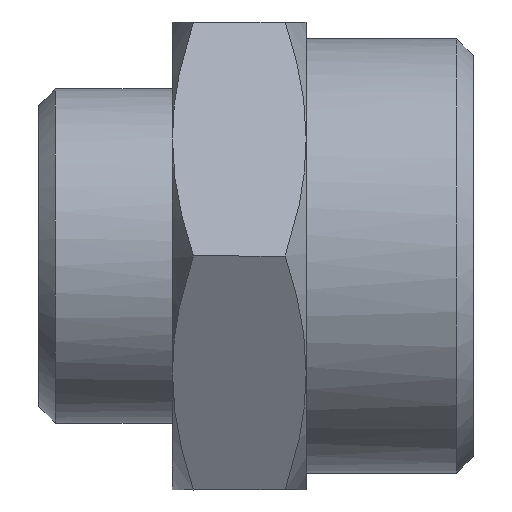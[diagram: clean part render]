
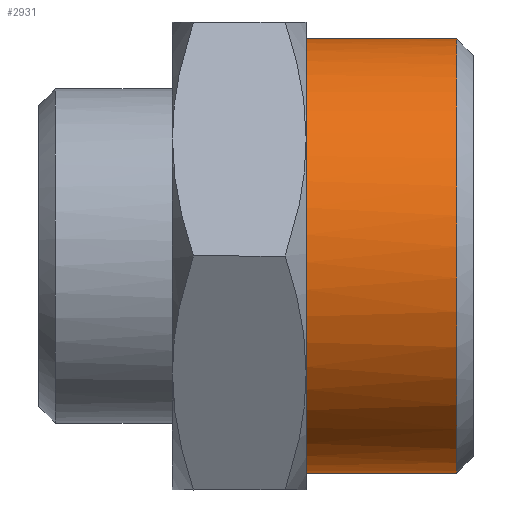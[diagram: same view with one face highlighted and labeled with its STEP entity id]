
A CAD part, left-side view. The second image highlights one B-rep face of the part: STEP entity #2931.
In plain terms, the highlighted free-form (B-spline) face has degree [1, 3] with [2, 4] control points.
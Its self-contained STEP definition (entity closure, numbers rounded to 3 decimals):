
#151 = CARTESIAN_POINT ( 'NONE',  ( -13., 5., 6.5 ) ) ;
#197 = VERTEX_POINT ( 'NONE', #693 ) ;
#279 = EDGE_CURVE ( 'NONE', #2246, #197, #2712, .T. ) ;
#309 = EDGE_CURVE ( 'NONE', #197, #1820, #2637, .T. ) ;
#466 = CARTESIAN_POINT ( 'NONE',  ( 0., 5., -6.5 ) ) ;
#488 = CARTESIAN_POINT ( 'NONE',  ( -1.699, 5., 6.332 ) ) ;
#518 = B_SPLINE_CURVE_WITH_KNOTS ( 'NONE', 1,
 ( #555, #1740 ),
 .UNSPECIFIED., .F., .F.,
 ( 2, 2 ),
 ( -1., 0. ),
 .UNSPECIFIED. ) ;
#555 = CARTESIAN_POINT ( 'NONE',  ( 0., 5., -6.5 ) ) ;
#567 = CARTESIAN_POINT ( 'NONE',  ( 0., 5., 6.5 ) ) ;
#602 = ORIENTED_EDGE ( 'NONE', *, *, #279, .T. ) ;
#693 = CARTESIAN_POINT ( 'NONE',  ( 0., 0.5, 6.5 ) ) ;
#714 = CARTESIAN_POINT ( 'NONE',  ( -5.679, 5., -3.276 ) ) ;
#737 = CARTESIAN_POINT ( 'NONE',  ( -1.699, 5., -6.332 ) ) ;
#830 = CARTESIAN_POINT ( 'NONE',  ( 0., 0.5, 6.5 ) ) ;
#954 = CARTESIAN_POINT ( 'NONE',  ( 0., 5., 6.5 ) ) ;
#991 = CARTESIAN_POINT ( 'NONE',  ( 0., 5., -6.5 ) ) ;
#997 = CARTESIAN_POINT ( 'NONE',  ( -13., 0.5, 6.5 ) ) ;
#1028 = CARTESIAN_POINT ( 'NONE',  ( -3.993, 5., -5.2 ) ) ;
#1179 = EDGE_LOOP ( 'NONE', ( #3305, #1673, #602, #1269 ) ) ;
#1265 = CARTESIAN_POINT ( 'NONE',  ( -3.276, 5., -5.679 ) ) ;
#1269 = ORIENTED_EDGE ( 'NONE', *, *, #309, .T. ) ;
#1279 = CARTESIAN_POINT ( 'NONE',  ( -6.5, 5., 0.854 ) ) ;
#1312 = EDGE_CURVE ( 'NONE', #1449, #2246, #518, .T. ) ;
#1317 = CARTESIAN_POINT ( 'NONE',  ( -0.854, 5., 6.5 ) ) ;
#1449 = VERTEX_POINT ( 'NONE', #1805 ) ;
#1555 = CARTESIAN_POINT ( 'NONE',  ( -6.332, 5., -1.699 ) ) ;
#1563 = CARTESIAN_POINT ( 'NONE',  ( 0., 0.5, -6.5 ) ) ;
#1581 = CARTESIAN_POINT ( 'NONE',  ( -5.679, 5., 3.276 ) ) ;
#1605 = CARTESIAN_POINT ( 'NONE',  ( -13., 0.5, 6.5 ) ) ;
#1624 = CARTESIAN_POINT ( 'NONE',  ( -13., 0.5, -6.5 ) ) ;
#1673 = ORIENTED_EDGE ( 'NONE', *, *, #1312, .T. ) ;
#1740 = CARTESIAN_POINT ( 'NONE',  ( 0., 0.5, -6.5 ) ) ;
#1778 = CARTESIAN_POINT ( 'NONE',  ( 0., 5., 6.5 ) ) ;
#1805 = CARTESIAN_POINT ( 'NONE',  ( 0., 5., -6.5 ) ) ;
#1820 = VERTEX_POINT ( 'NONE', #1778 ) ;
#1847 = CARTESIAN_POINT ( 'NONE',  ( -13., 0.5, -6.5 ) ) ;
#1868 = CARTESIAN_POINT ( 'NONE',  ( 0., 0.5, -6.5 ) ) ;
#2084 = FACE_OUTER_BOUND ( 'NONE', #1179, .T. ) ;
#2102 = CARTESIAN_POINT ( 'NONE',  ( -13., 5., -6.5 ) ) ;
#2135 = CARTESIAN_POINT ( 'NONE',  ( -5.2, 5., 3.993 ) ) ;
#2137 =( BOUNDED_SURFACE ( )  B_SPLINE_SURFACE ( 1, 3, ( 
 ( #954, #151, #2102, #466 ),
 ( #3239, #997, #1847, #1563 ) ),
 .UNSPECIFIED., .F., .F., .F. ) 
 B_SPLINE_SURFACE_WITH_KNOTS ( ( 2, 2 ),
 ( 4, 4 ),
 ( 0., 1. ),
 ( 0., 1. ),
 .UNSPECIFIED. ) 
 GEOMETRIC_REPRESENTATION_ITEM ( )  RATIONAL_B_SPLINE_SURFACE ( (
 ( 1., 0.333, 0.333, 1.),
 ( 1., 0.333, 0.333, 1.) ) ) 
 REPRESENTATION_ITEM ( '' )  SURFACE ( )  );
#2175 = CARTESIAN_POINT ( 'NONE',  ( 0., 0.5, 6.5 ) ) ;
#2201 = EDGE_CURVE ( 'NONE', #1449, #1820, #3091, .T. ) ;
#2246 = VERTEX_POINT ( 'NONE', #3074 ) ;
#2386 = CARTESIAN_POINT ( 'NONE',  ( -5.2, 5., -3.993 ) ) ;
#2405 = CARTESIAN_POINT ( 'NONE',  ( -6.5, 5., -0.854 ) ) ;
#2637 = B_SPLINE_CURVE_WITH_KNOTS ( 'NONE', 1,
 ( #830, #567 ),
 .UNSPECIFIED., .F., .F.,
 ( 2, 2 ),
 ( -1., 0. ),
 .UNSPECIFIED. ) ;
#2658 = CARTESIAN_POINT ( 'NONE',  ( 0., 5., 6.5 ) ) ;
#2684 = CARTESIAN_POINT ( 'NONE',  ( -3.993, 5., 5.2 ) ) ;
#2703 = CARTESIAN_POINT ( 'NONE',  ( -0.854, 5., -6.5 ) ) ;
#2712 =( BOUNDED_CURVE ( )  B_SPLINE_CURVE ( 3, ( #1868, #1624, #1605, #2175 ),
 .UNSPECIFIED., .F., .F. ) 
 B_SPLINE_CURVE_WITH_KNOTS ( ( 4, 4 ),
 ( -3.142, 0. ),
 .UNSPECIFIED. ) 
 CURVE ( )  GEOMETRIC_REPRESENTATION_ITEM ( )  RATIONAL_B_SPLINE_CURVE ( ( 1., 0.333, 0.333, 1. ) ) 
 REPRESENTATION_ITEM ( '' )  );
#2931 = ADVANCED_FACE ( 'NONE', ( #2084 ), #2137, .F. ) ;
#3074 = CARTESIAN_POINT ( 'NONE',  ( 0., 0.5, -6.5 ) ) ;
#3091 = B_SPLINE_CURVE_WITH_KNOTS ( 'NONE', 3,
 ( #991, #2703, #737, #1265, #1028, #2386, #714, #1555, #2405, #1279, #3234, #1581, #2135, #2684, #3273, #488, #1317, #2658 ),
 .UNSPECIFIED., .F., .F.,
 ( 4, 2, 2, 2, 2, 2, 2, 2, 4 ),
 ( 0., 0.393, 0.785, 1.178, 1.571, 1.963, 2.356, 2.749, 3.142 ),
 .UNSPECIFIED. ) ;
#3234 = CARTESIAN_POINT ( 'NONE',  ( -6.332, 5., 1.699 ) ) ;
#3239 = CARTESIAN_POINT ( 'NONE',  ( 0., 0.5, 6.5 ) ) ;
#3273 = CARTESIAN_POINT ( 'NONE',  ( -3.276, 5., 5.679 ) ) ;
#3305 = ORIENTED_EDGE ( 'NONE', *, *, #2201, .F. ) ;
